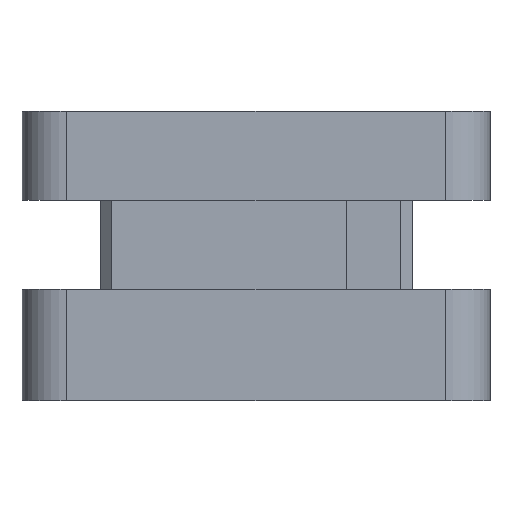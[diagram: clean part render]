
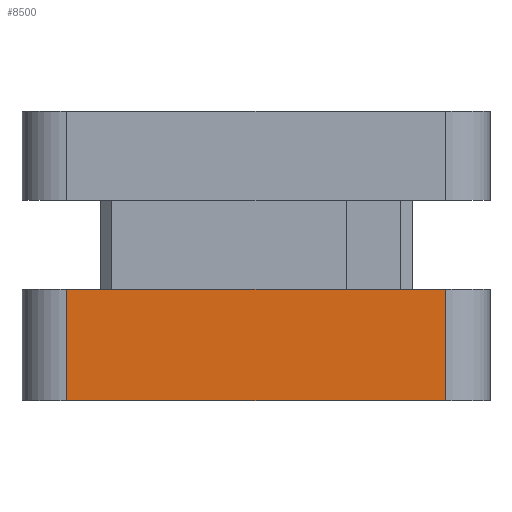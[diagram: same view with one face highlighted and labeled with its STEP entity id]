
A CAD part, front view. The second image highlights one B-rep face of the part: STEP entity #8500.
In plain terms, the highlighted planar face has unit normal (0, -1, 0).
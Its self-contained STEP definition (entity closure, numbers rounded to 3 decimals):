
#7920 = EDGE_CURVE('',#7921,#7923,#7925,.T.);
#7921 = VERTEX_POINT('',#7922);
#7922 = CARTESIAN_POINT('',(-13.,-21.,-8.));
#7923 = VERTEX_POINT('',#7924);
#7924 = CARTESIAN_POINT('',(21.,-21.,-8.));
#7925 = SURFACE_CURVE('',#7926,(#7930,#7942),.PCURVE_S1.);
#7926 = LINE('',#7927,#7928);
#7927 = CARTESIAN_POINT('',(-17.,-21.,-8.));
#7928 = VECTOR('',#7929,1.);
#7929 = DIRECTION('',(1.,0.,0.));
#7930 = PCURVE('',#7931,#7936);
#7931 = PLANE('',#7932);
#7932 = AXIS2_PLACEMENT_3D('',#7933,#7934,#7935);
#7933 = CARTESIAN_POINT('',(4.,0.,-8.));
#7934 = DIRECTION('',(0.,0.,1.));
#7935 = DIRECTION('',(1.,0.,0.));
#7936 = DEFINITIONAL_REPRESENTATION('',(#7937),#7941);
#7937 = LINE('',#7938,#7939);
#7938 = CARTESIAN_POINT('',(-21.,-21.));
#7939 = VECTOR('',#7940,1.);
#7940 = DIRECTION('',(1.,0.));
#7941 = ( GEOMETRIC_REPRESENTATION_CONTEXT(2) 
PARAMETRIC_REPRESENTATION_CONTEXT() REPRESENTATION_CONTEXT('2D SPACE',''
  ) );
#7942 = PCURVE('',#7943,#7948);
#7943 = PLANE('',#7944);
#7944 = AXIS2_PLACEMENT_3D('',#7945,#7946,#7947);
#7945 = CARTESIAN_POINT('',(4.,-21.,-3.));
#7946 = DIRECTION('',(-0.,-1.,-0.));
#7947 = DIRECTION('',(0.,0.,-1.));
#7948 = DEFINITIONAL_REPRESENTATION('',(#7949),#7953);
#7949 = LINE('',#7950,#7951);
#7950 = CARTESIAN_POINT('',(5.,-21.));
#7951 = VECTOR('',#7952,1.);
#7952 = DIRECTION('',(0.,1.));
#7953 = ( GEOMETRIC_REPRESENTATION_CONTEXT(2) 
PARAMETRIC_REPRESENTATION_CONTEXT() REPRESENTATION_CONTEXT('2D SPACE',''
  ) );
#7972 = CYLINDRICAL_SURFACE('',#7973,4.);
#7973 = AXIS2_PLACEMENT_3D('',#7974,#7975,#7976);
#7974 = CARTESIAN_POINT('',(21.,-17.,-8.));
#7975 = DIRECTION('',(0.,0.,1.));
#7976 = DIRECTION('',(0.,-1.,0.));
#8149 = CYLINDRICAL_SURFACE('',#8150,4.);
#8150 = AXIS2_PLACEMENT_3D('',#8151,#8152,#8153);
#8151 = CARTESIAN_POINT('',(-13.,-17.,-8.));
#8152 = DIRECTION('',(0.,0.,1.));
#8153 = DIRECTION('',(0.,-1.,0.));
#8500 = ADVANCED_FACE('',(#8501),#7943,.T.);
#8501 = FACE_BOUND('',#8502,.T.);
#8502 = EDGE_LOOP('',(#8503,#8504,#8527,#8555));
#8503 = ORIENTED_EDGE('',*,*,#7920,.T.);
#8504 = ORIENTED_EDGE('',*,*,#8505,.T.);
#8505 = EDGE_CURVE('',#7923,#8506,#8508,.T.);
#8506 = VERTEX_POINT('',#8507);
#8507 = CARTESIAN_POINT('',(21.,-21.,2.));
#8508 = SURFACE_CURVE('',#8509,(#8513,#8520),.PCURVE_S1.);
#8509 = LINE('',#8510,#8511);
#8510 = CARTESIAN_POINT('',(21.,-21.,-8.));
#8511 = VECTOR('',#8512,1.);
#8512 = DIRECTION('',(0.,0.,1.));
#8513 = PCURVE('',#7943,#8514);
#8514 = DEFINITIONAL_REPRESENTATION('',(#8515),#8519);
#8515 = LINE('',#8516,#8517);
#8516 = CARTESIAN_POINT('',(5.,17.));
#8517 = VECTOR('',#8518,1.);
#8518 = DIRECTION('',(-1.,0.));
#8519 = ( GEOMETRIC_REPRESENTATION_CONTEXT(2) 
PARAMETRIC_REPRESENTATION_CONTEXT() REPRESENTATION_CONTEXT('2D SPACE',''
  ) );
#8520 = PCURVE('',#7972,#8521);
#8521 = DEFINITIONAL_REPRESENTATION('',(#8522),#8526);
#8522 = LINE('',#8523,#8524);
#8523 = CARTESIAN_POINT('',(0.,0.));
#8524 = VECTOR('',#8525,1.);
#8525 = DIRECTION('',(0.,1.));
#8526 = ( GEOMETRIC_REPRESENTATION_CONTEXT(2) 
PARAMETRIC_REPRESENTATION_CONTEXT() REPRESENTATION_CONTEXT('2D SPACE',''
  ) );
#8527 = ORIENTED_EDGE('',*,*,#8528,.T.);
#8528 = EDGE_CURVE('',#8506,#8529,#8531,.T.);
#8529 = VERTEX_POINT('',#8530);
#8530 = CARTESIAN_POINT('',(-13.,-21.,2.));
#8531 = SURFACE_CURVE('',#8532,(#8536,#8543),.PCURVE_S1.);
#8532 = LINE('',#8533,#8534);
#8533 = CARTESIAN_POINT('',(25.,-21.,2.));
#8534 = VECTOR('',#8535,1.);
#8535 = DIRECTION('',(-1.,0.,0.));
#8536 = PCURVE('',#7943,#8537);
#8537 = DEFINITIONAL_REPRESENTATION('',(#8538),#8542);
#8538 = LINE('',#8539,#8540);
#8539 = CARTESIAN_POINT('',(-5.,21.));
#8540 = VECTOR('',#8541,1.);
#8541 = DIRECTION('',(0.,-1.));
#8542 = ( GEOMETRIC_REPRESENTATION_CONTEXT(2) 
PARAMETRIC_REPRESENTATION_CONTEXT() REPRESENTATION_CONTEXT('2D SPACE',''
  ) );
#8543 = PCURVE('',#8544,#8549);
#8544 = PLANE('',#8545);
#8545 = AXIS2_PLACEMENT_3D('',#8546,#8547,#8548);
#8546 = CARTESIAN_POINT('',(4.,0.,2.));
#8547 = DIRECTION('',(-0.,-0.,-1.));
#8548 = DIRECTION('',(-1.,0.,0.));
#8549 = DEFINITIONAL_REPRESENTATION('',(#8550),#8554);
#8550 = LINE('',#8551,#8552);
#8551 = CARTESIAN_POINT('',(-21.,-21.));
#8552 = VECTOR('',#8553,1.);
#8553 = DIRECTION('',(1.,0.));
#8554 = ( GEOMETRIC_REPRESENTATION_CONTEXT(2) 
PARAMETRIC_REPRESENTATION_CONTEXT() REPRESENTATION_CONTEXT('2D SPACE',''
  ) );
#8555 = ORIENTED_EDGE('',*,*,#8556,.F.);
#8556 = EDGE_CURVE('',#7921,#8529,#8557,.T.);
#8557 = SURFACE_CURVE('',#8558,(#8562,#8569),.PCURVE_S1.);
#8558 = LINE('',#8559,#8560);
#8559 = CARTESIAN_POINT('',(-13.,-21.,-8.));
#8560 = VECTOR('',#8561,1.);
#8561 = DIRECTION('',(0.,0.,1.));
#8562 = PCURVE('',#7943,#8563);
#8563 = DEFINITIONAL_REPRESENTATION('',(#8564),#8568);
#8564 = LINE('',#8565,#8566);
#8565 = CARTESIAN_POINT('',(5.,-17.));
#8566 = VECTOR('',#8567,1.);
#8567 = DIRECTION('',(-1.,0.));
#8568 = ( GEOMETRIC_REPRESENTATION_CONTEXT(2) 
PARAMETRIC_REPRESENTATION_CONTEXT() REPRESENTATION_CONTEXT('2D SPACE',''
  ) );
#8569 = PCURVE('',#8149,#8570);
#8570 = DEFINITIONAL_REPRESENTATION('',(#8571),#8575);
#8571 = LINE('',#8572,#8573);
#8572 = CARTESIAN_POINT('',(-0.,0.));
#8573 = VECTOR('',#8574,1.);
#8574 = DIRECTION('',(-0.,1.));
#8575 = ( GEOMETRIC_REPRESENTATION_CONTEXT(2) 
PARAMETRIC_REPRESENTATION_CONTEXT() REPRESENTATION_CONTEXT('2D SPACE',''
  ) );
